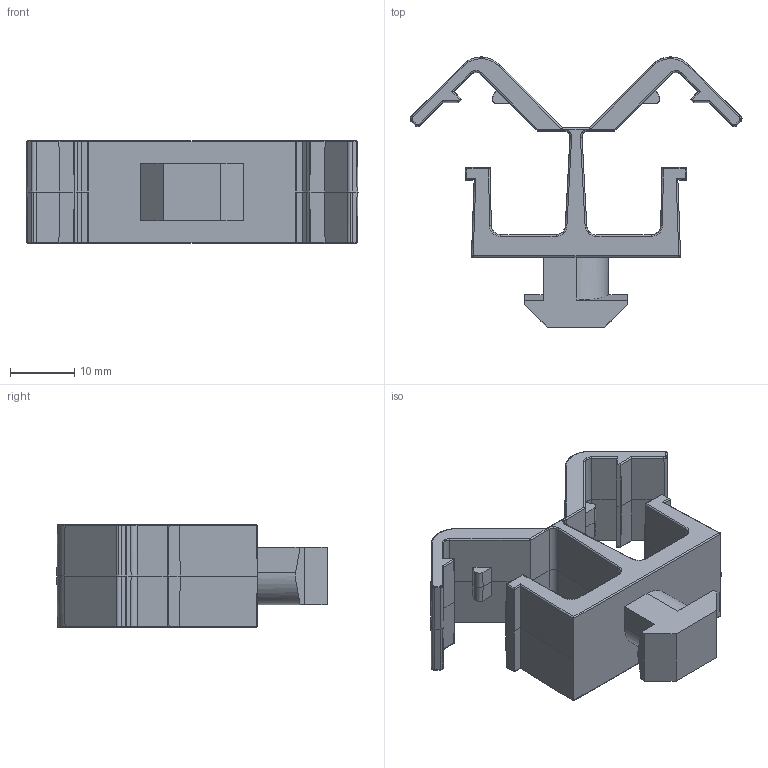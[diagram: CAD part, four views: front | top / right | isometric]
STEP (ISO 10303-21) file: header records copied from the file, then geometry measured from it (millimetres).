
FILE_DESCRIPTION (( 'STEP AP214' ), '1' );
FILE_NAME ('093406n10r.STEP', '2012-02-21T15:38:43', ( 'de01pc046' ), ( 'Fath GmbH' ), 'SwSTEP 2.0', 'SolidWorks 2011', '' );
FILE_SCHEMA (( 'AUTOMOTIVE_DESIGN' ));
Length unit declared in the file: millimetre
Products named in the file (1): 093406n10r
Bounding box: 51.73 x 42.1 x 16 mm (x, y, z)
Volume: 7058.2 mm3; surface area: 5730.6 mm2
Topology: 1 solids, 1 shells, 314 faces, 727 edges, 416 vertices
Faces by surface type: cylinder 132, plane 106, bspline 56, sphere 12, cone 8
Entity records: 9043 total; most frequent: CARTESIAN_POINT 2722, ORIENTED_EDGE 1454, DIRECTION 1171, EDGE_CURVE 727, VERTEX_POINT 416, LINE 401, VECTOR 401, AXIS2_PLACEMENT_3D 385
